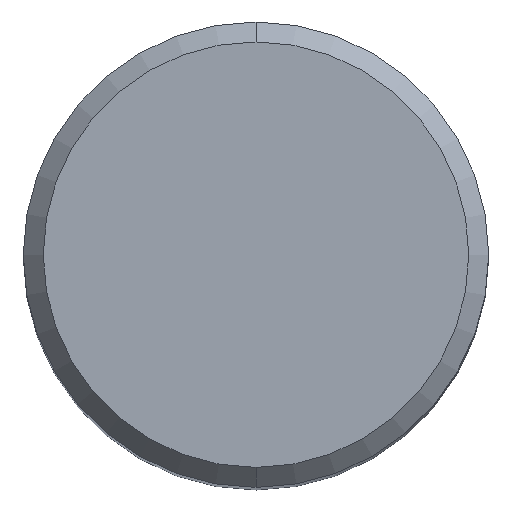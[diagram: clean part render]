
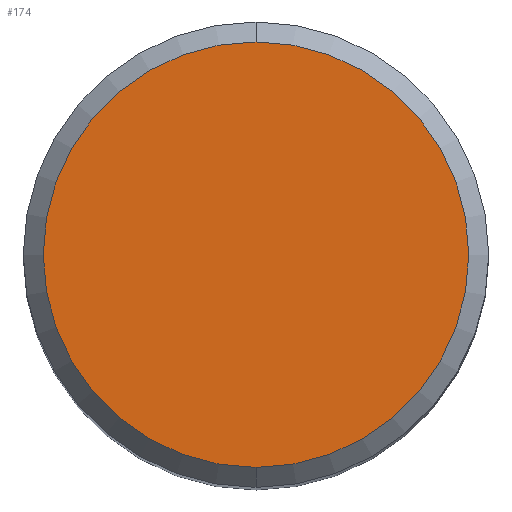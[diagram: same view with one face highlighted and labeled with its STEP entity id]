
A CAD part, top view. The second image highlights one B-rep face of the part: STEP entity #174.
In plain terms, the highlighted planar face has unit normal (0, 0, 1).
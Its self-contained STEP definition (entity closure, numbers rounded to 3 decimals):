
#174=ADVANCED_FACE('',(#475),#476,.T.);
#252=VERTEX_POINT('',#565);
#370=EDGE_CURVE('',#252,#374,#691,.T.);
#374=VERTEX_POINT('',#695);
#386=EDGE_CURVE('',#374,#252,#708,.T.);
#475=FACE_OUTER_BOUND('',#798,.T.);
#476=PLANE('',#799);
#565=CARTESIAN_POINT('',(0.,-6.4,0.0));
#691=CIRCLE('',#1324,6.4);
#695=CARTESIAN_POINT('',(0.0,6.4,0.0));
#708=CIRCLE('',#1347,6.4);
#798=EDGE_LOOP('',(#1485,#1486));
#799=AXIS2_PLACEMENT_3D('',#1487,#1488,#1489);
#1324=AXIS2_PLACEMENT_3D('',#1730,#1731,#1732);
#1347=AXIS2_PLACEMENT_3D('',#1746,#1747,#1748);
#1485=ORIENTED_EDGE('',*,*,#386,.F.);
#1486=ORIENTED_EDGE('',*,*,#370,.F.);
#1487=CARTESIAN_POINT('',(0.0,3.2,0.0));
#1488=DIRECTION('',(-0.0,0.0,1.0));
#1489=DIRECTION('',(0.0,-1.0,0.0));
#1730=CARTESIAN_POINT('',(0.0,0.0,0.0));
#1731=DIRECTION('',(0.0,0.0,-1.0));
#1732=DIRECTION('',(0.0,1.0,0.0));
#1746=CARTESIAN_POINT('',(0.0,0.0,0.0));
#1747=DIRECTION('',(0.0,0.0,-1.0));
#1748=DIRECTION('',(0.0,1.0,0.0));
